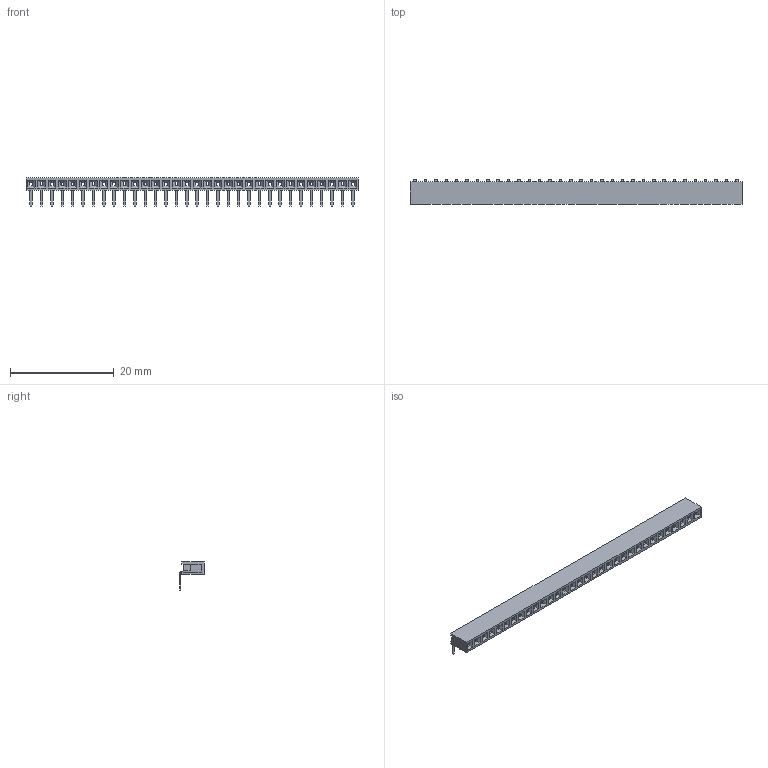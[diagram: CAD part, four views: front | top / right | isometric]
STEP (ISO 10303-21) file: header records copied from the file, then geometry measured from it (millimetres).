
FILE_DESCRIPTION(('STEP AP214'), '1');
FILE_NAME('PBS2-R1', '', ('UNSPECIFIED'), ('UNSPECIFIED'), 'ASCON STEP Converter 1.6', 'ASCON Math Kernel', '');
FILE_SCHEMA(('AUTOMOTIVE_DESIGN { 1 0 10303 214 3 1 1}'));
Length unit declared in the file: millimetre
Bounding box: 64 x 4.7 x 5.4 mm (x, y, z)
Volume: 442.3 mm3; surface area: 2513.6 mm2
Topology: 33 solids, 33 shells, 2090 faces, 5688 edges, 3664 vertices
Faces by surface type: plane 1610, cylinder 480
Entity records: 82040 total; most frequent: CARTESIAN_POINT 11443, ORIENTED_EDGE 11376, DIRECTION 10830, EDGE_CURVE 5688, LINE 4728, VECTOR 4728, VERTEX_POINT 3664, AXIS2_PLACEMENT_3D 3051
